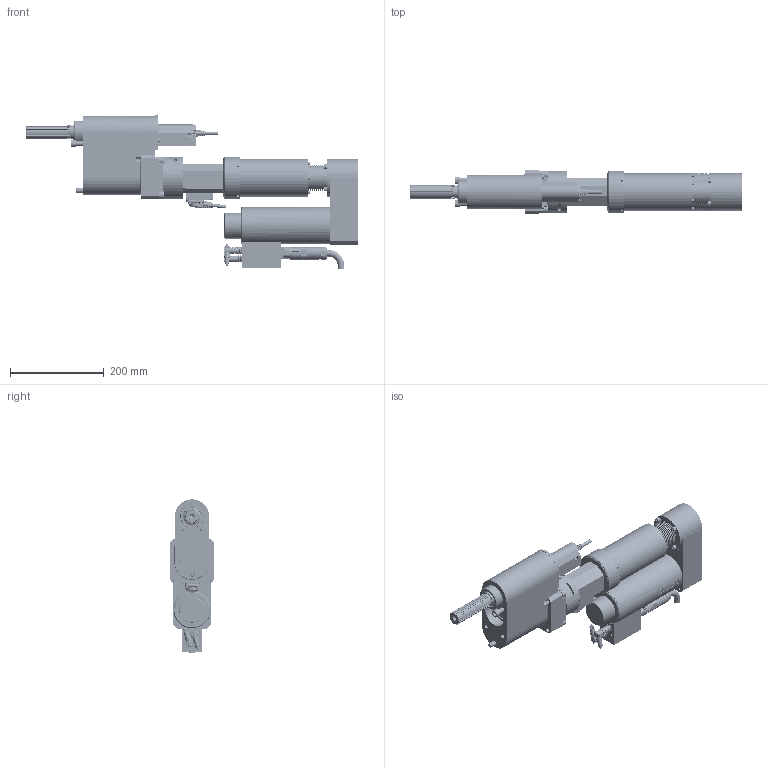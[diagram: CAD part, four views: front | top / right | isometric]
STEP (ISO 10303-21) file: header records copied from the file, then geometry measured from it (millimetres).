
FILE_DESCRIPTION(/* description */ (''),/* implementation_level */ '2;1');
FILE_NAME(/* name */ '4BDU500T2O-A_IAM_001.iam.step',/* time_stamp */ '2021-08-10T09:07:47+02:00',/* author */ ('cideon'),/* organization */ (''),/* preprocessor_version */ 'ST-DEVELOPER v17.2',/* originating_system */ 'Autodesk Inventor 2019',/* authorisation */ '');
FILE_SCHEMA (('AUTOMOTIVE_DESIGN { 1 0 10303 214 3 1 1 }'));
Products named in the file (1): Bauteil25
Bounding box: 709.65 x 92.51 x 327.83 mm (x, y, z)
Volume: 4149053.6 mm3; surface area: 787782.2 mm2
Topology: 2 solids, 2 shells, 6421 faces, 18393 edges, 12078 vertices
Faces by surface type: plane 3696, cylinder 1555, cone 556, bspline 345, torus 246, sphere 23
Full cylindrical faces by diameter (mm): 0.434 x4, 0.6 x32, 1.4 x2, 1.6 x2, 1.7 x2, 1.83 x4, 2.1 x2, 2.5 x9, 3 x10, 3.2 x2, 3.3 x6, 3.5 x1, 4 x1, 4.02 x2, 4.2 x1, 4.8 x2, 5 x26, 5.1 x1, 5.3 x2, 5.5 x12, 5.9 x2, 6 x16, 6.3 x2, 6.6 x6, 6.8 x5, 7 x10, 7.3 x3, 8.5 x8, 8.7 x1, 9 x3
Entity records: 273232 total; most frequent: CARTESIAN_POINT 101873, ORIENTED_EDGE 36720, DIRECTION 34384, EDGE_CURVE 18360, AXIS2_PLACEMENT_3D 12828, VERTEX_POINT 12078, LINE 8728, VECTOR 8728
